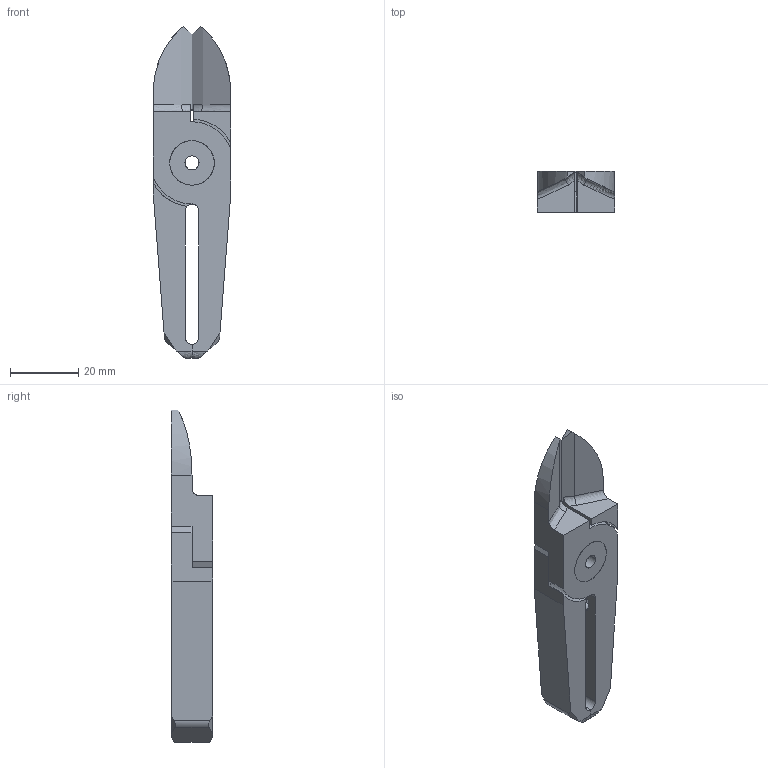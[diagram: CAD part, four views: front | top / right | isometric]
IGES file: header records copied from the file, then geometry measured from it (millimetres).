
Start section: SolidWorks IGES file using NURBS representation for surfaces
Global section: file name: NT20AJB.IGS; native system: SolidWorks 2018; preprocessor: SolidWorks 2018; author: seisakuPC; date: 190109.160314; units: millimetre
Bounding box: 22.5 x 12 x 97 mm (x, y, z)
Volume: 15806.5 mm3; surface area: 9416.4 mm2
Topology: 3 solids, 3 shells, 94 faces, 274 edges, 184 vertices
Faces by surface type: bspline 94
